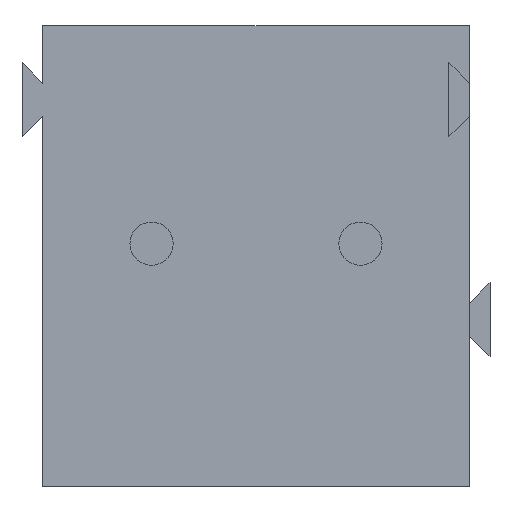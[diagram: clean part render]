
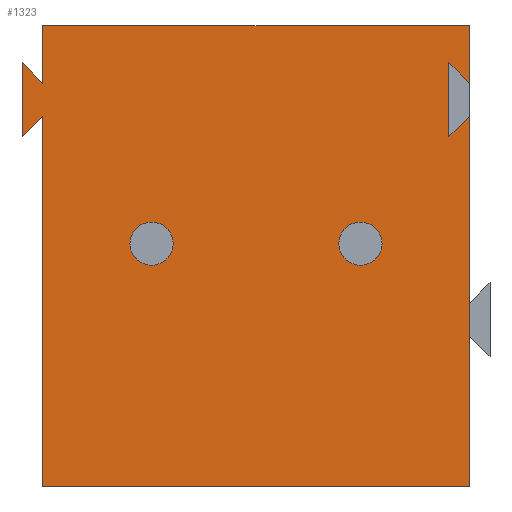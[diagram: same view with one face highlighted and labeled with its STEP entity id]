
A CAD part, front view. The second image highlights one B-rep face of the part: STEP entity #1323.
In plain terms, the highlighted planar face has unit normal (0, -1, 0).
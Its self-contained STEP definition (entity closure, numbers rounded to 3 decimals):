
#59=FACE_BOUND('',#198,.T.);
#60=FACE_BOUND('',#199,.T.);
#68=CIRCLE('',#1395,0.525);
#73=CIRCLE('',#1424,0.525);
#121=FACE_OUTER_BOUND('',#197,.T.);
#197=EDGE_LOOP('',(#1055,#1056,#1057,#1058,#1059,#1060,#1061,#1062,#1063,
#1064,#1065,#1066));
#198=EDGE_LOOP('',(#1067));
#199=EDGE_LOOP('',(#1068));
#264=LINE('',#1867,#428);
#268=LINE('',#1875,#432);
#274=LINE('',#1888,#438);
#278=LINE('',#1897,#442);
#281=LINE('',#1901,#445);
#285=LINE('',#1909,#449);
#287=LINE('',#1914,#451);
#290=LINE('',#1918,#454);
#336=LINE('',#2030,#500);
#344=LINE('',#2045,#508);
#345=LINE('',#2046,#509);
#346=LINE('',#2047,#510);
#428=VECTOR('',#1516,10.);
#432=VECTOR('',#1520,10.);
#438=VECTOR('',#1528,10.);
#442=VECTOR('',#1534,10.);
#445=VECTOR('',#1539,10.);
#449=VECTOR('',#1547,10.);
#451=VECTOR('',#1551,10.);
#454=VECTOR('',#1556,10.);
#500=VECTOR('',#1664,10.);
#508=VECTOR('',#1674,10.);
#509=VECTOR('',#1675,10.);
#510=VECTOR('',#1676,10.);
#585=VERTEX_POINT('',#1864);
#586=VERTEX_POINT('',#1866);
#589=VERTEX_POINT('',#1872);
#590=VERTEX_POINT('',#1874);
#595=VERTEX_POINT('',#1885);
#596=VERTEX_POINT('',#1887);
#599=VERTEX_POINT('',#1894);
#600=VERTEX_POINT('',#1896);
#602=VERTEX_POINT('',#1907);
#604=VERTEX_POINT('',#1913);
#606=VERTEX_POINT('',#1923);
#639=VERTEX_POINT('',#2029);
#645=VERTEX_POINT('',#2044);
#646=VERTEX_POINT('',#2048);
#712=EDGE_CURVE('',#586,#585,#264,.T.);
#716=EDGE_CURVE('',#590,#589,#268,.T.);
#722=EDGE_CURVE('',#596,#595,#274,.T.);
#726=EDGE_CURVE('',#600,#599,#278,.T.);
#729=EDGE_CURVE('',#599,#596,#281,.T.);
#733=EDGE_CURVE('',#589,#602,#285,.T.);
#735=EDGE_CURVE('',#604,#586,#287,.T.);
#738=EDGE_CURVE('',#602,#604,#290,.T.);
#740=EDGE_CURVE('',#606,#606,#68,.T.);
#790=EDGE_CURVE('',#639,#590,#336,.T.);
#798=EDGE_CURVE('',#585,#645,#344,.T.);
#799=EDGE_CURVE('',#645,#600,#345,.T.);
#800=EDGE_CURVE('',#595,#639,#346,.T.);
#801=EDGE_CURVE('',#646,#646,#73,.T.);
#1055=ORIENTED_EDGE('',*,*,#735,.T.);
#1056=ORIENTED_EDGE('',*,*,#712,.T.);
#1057=ORIENTED_EDGE('',*,*,#798,.T.);
#1058=ORIENTED_EDGE('',*,*,#799,.T.);
#1059=ORIENTED_EDGE('',*,*,#726,.T.);
#1060=ORIENTED_EDGE('',*,*,#729,.T.);
#1061=ORIENTED_EDGE('',*,*,#722,.T.);
#1062=ORIENTED_EDGE('',*,*,#800,.T.);
#1063=ORIENTED_EDGE('',*,*,#790,.T.);
#1064=ORIENTED_EDGE('',*,*,#716,.T.);
#1065=ORIENTED_EDGE('',*,*,#733,.T.);
#1066=ORIENTED_EDGE('',*,*,#738,.T.);
#1067=ORIENTED_EDGE('',*,*,#740,.T.);
#1068=ORIENTED_EDGE('',*,*,#801,.T.);
#1253=PLANE('',#1423);
#1323=ADVANCED_FACE('',(#121,#59,#60),#1253,.F.);
#1395=AXIS2_PLACEMENT_3D('',#1924,#1563,#1564);
#1423=AXIS2_PLACEMENT_3D('',#2043,#1672,#1673);
#1424=AXIS2_PLACEMENT_3D('',#2049,#1677,#1678);
#1516=DIRECTION('',(0.,0.,1.));
#1520=DIRECTION('',(0.,0.,1.));
#1528=DIRECTION('',(0.707,0.,0.707));
#1534=DIRECTION('',(-0.707,0.,0.707));
#1539=DIRECTION('',(0.,0.,-1.));
#1547=DIRECTION('',(-0.707,0.,-0.707));
#1551=DIRECTION('',(0.707,0.,-0.707));
#1556=DIRECTION('',(0.,0.,1.));
#1563=DIRECTION('center_axis',(0.,1.,0.));
#1564=DIRECTION('ref_axis',(1.,0.,0.));
#1664=DIRECTION('',(1.,0.,0.));
#1672=DIRECTION('center_axis',(0.,1.,0.));
#1673=DIRECTION('ref_axis',(0.,0.,1.));
#1674=DIRECTION('',(-1.,0.,0.));
#1675=DIRECTION('',(0.,0.,-1.));
#1676=DIRECTION('',(0.,0.,-1.));
#1677=DIRECTION('center_axis',(0.,1.,0.));
#1678=DIRECTION('ref_axis',(1.,0.,0.));
#1864=CARTESIAN_POINT('',(7.73,0.,5.3));
#1866=CARTESIAN_POINT('',(7.73,0.,3.9));
#1867=CARTESIAN_POINT('',(7.73,0.,-5.9));
#1872=CARTESIAN_POINT('',(7.73,0.,3.1));
#1874=CARTESIAN_POINT('',(7.73,0.,-5.9));
#1875=CARTESIAN_POINT('',(7.73,0.,-5.9));
#1885=CARTESIAN_POINT('',(-2.65,0.,3.1));
#1887=CARTESIAN_POINT('',(-3.15,0.,2.6));
#1888=CARTESIAN_POINT('',(-3.15,0.,2.6));
#1894=CARTESIAN_POINT('',(-3.15,0.,4.4));
#1896=CARTESIAN_POINT('',(-2.65,0.,3.9));
#1897=CARTESIAN_POINT('',(-2.65,0.,3.9));
#1901=CARTESIAN_POINT('',(-3.15,0.,4.4));
#1907=CARTESIAN_POINT('',(7.23,0.,2.6));
#1909=CARTESIAN_POINT('',(4.948,0.,0.318));
#1913=CARTESIAN_POINT('',(7.23,0.,4.4));
#1914=CARTESIAN_POINT('',(6.598,0.,5.033));
#1918=CARTESIAN_POINT('',(7.23,0.,1.15));
#1923=CARTESIAN_POINT('',(4.555,0.,0.));
#1924=CARTESIAN_POINT('Origin',(5.08,0.,0.));
#2029=CARTESIAN_POINT('',(-2.65,0.,-5.9));
#2030=CARTESIAN_POINT('',(-2.65,0.,-5.9));
#2043=CARTESIAN_POINT('Origin',(0.,0.,-0.3));
#2044=CARTESIAN_POINT('',(-2.65,0.,5.3));
#2045=CARTESIAN_POINT('',(2.65,0.,5.3));
#2046=CARTESIAN_POINT('',(-2.65,0.,5.3));
#2047=CARTESIAN_POINT('',(-2.65,0.,5.3));
#2048=CARTESIAN_POINT('',(-0.525,0.,0.));
#2049=CARTESIAN_POINT('Origin',(0.,0.,0.));
